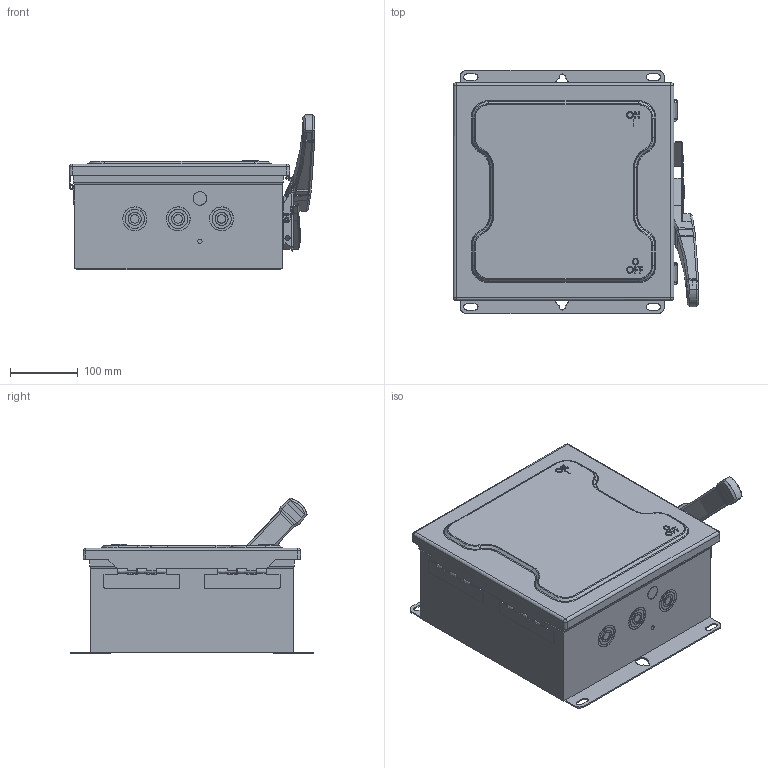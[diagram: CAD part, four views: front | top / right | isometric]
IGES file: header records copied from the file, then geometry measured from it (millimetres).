
Global section: file name: EOHU362JK_RK.igs; preprocessor: I-DEAS 3D IGES Translator 15; date: 20140204.080540; units: millimetre
Bounding box: 361.8 x 359 x 229.13 mm (x, y, z)
Volume: 8233.3 mm3; surface area: 531381.4 mm2
Topology: 2 solids, 2 shells, 1084 faces, 6053 edges, 5824 vertices
Faces by surface type: bspline 1084
